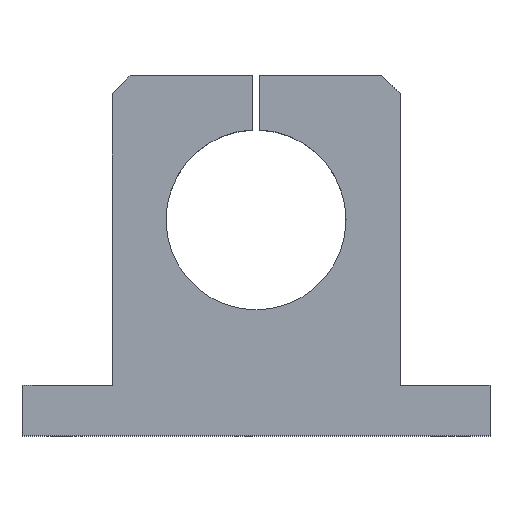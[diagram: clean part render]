
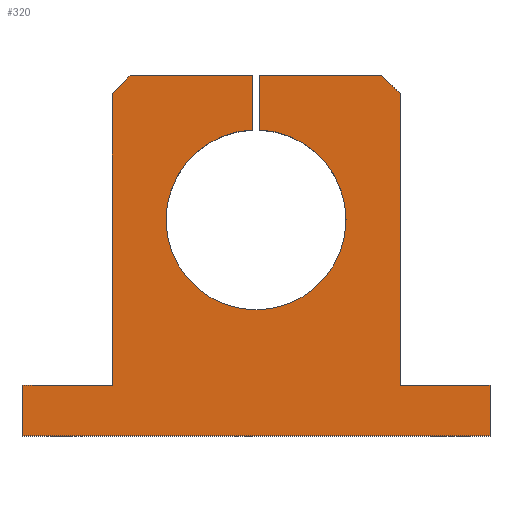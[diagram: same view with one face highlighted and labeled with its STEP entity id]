
A CAD part, top view. The second image highlights one B-rep face of the part: STEP entity #320.
In plain terms, the highlighted planar face has unit normal (0, 0, 1).
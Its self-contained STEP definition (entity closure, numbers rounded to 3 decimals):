
#2 = CARTESIAN_POINT ( 'NONE',  ( 42.5, 42.5, 20. ) ) ;
#19 = ORIENTED_EDGE ( 'NONE', *, *, #959, .T. ) ;
#24 = VECTOR ( 'NONE', #1009, 1000. ) ;
#29 = CARTESIAN_POINT ( 'NONE',  ( -25., 10., 20. ) ) ;
#31 = ORIENTED_EDGE ( 'NONE', *, *, #574, .F. ) ;
#39 = AXIS2_PLACEMENT_3D ( 'NONE', #120, #837, #135 ) ;
#43 = ORIENTED_EDGE ( 'NONE', *, *, #804, .F. ) ;
#50 = VERTEX_POINT ( 'NONE', #346 ) ;
#53 = EDGE_CURVE ( 'NONE', #50, #696, #806, .T. ) ;
#75 = LINE ( 'NONE', #245, #815 ) ;
#77 = AXIS2_PLACEMENT_3D ( 'NONE', #389, #768, #137 ) ;
#80 = VECTOR ( 'NONE', #508, 1000. ) ;
#86 = EDGE_CURVE ( 'NONE', #573, #377, #901, .T. ) ;
#104 = DIRECTION ( 'NONE',  ( 0., 1., 0. ) ) ;
#110 = CARTESIAN_POINT ( 'NONE',  ( 65., -50., 20. ) ) ;
#120 = CARTESIAN_POINT ( 'NONE',  ( 0., 10., 20. ) ) ;
#135 = DIRECTION ( 'NONE',  ( 1., 0., 0. ) ) ;
#137 = DIRECTION ( 'NONE',  ( 1., 0., 0. ) ) ;
#144 = EDGE_CURVE ( 'NONE', #297, #830, #793, .T. ) ;
#149 = CARTESIAN_POINT ( 'NONE',  ( 1.075, 34.977, 20. ) ) ;
#162 = CARTESIAN_POINT ( 'NONE',  ( -1.075, 34.977, 20. ) ) ;
#176 = VECTOR ( 'NONE', #104, 1000. ) ;
#181 = ORIENTED_EDGE ( 'NONE', *, *, #400, .F. ) ;
#189 = VECTOR ( 'NONE', #1022, 1000. ) ;
#192 = VECTOR ( 'NONE', #881, 1000. ) ;
#194 = CARTESIAN_POINT ( 'NONE',  ( -35., 50., 20. ) ) ;
#202 = CARTESIAN_POINT ( 'NONE',  ( -1.075, 1.52, 20. ) ) ;
#219 = VERTEX_POINT ( 'NONE', #29 ) ;
#238 = EDGE_LOOP ( 'NONE', ( #306, #43, #925, #544, #589, #394, #530, #31, #181, #757, #1000, #286, #866, #518, #899, #19 ) ) ;
#241 = DIRECTION ( 'NONE',  ( -1., 0., 0. ) ) ;
#245 = CARTESIAN_POINT ( 'NONE',  ( 1.075, 1.52, 20. ) ) ;
#258 = CARTESIAN_POINT ( 'NONE',  ( -42.5, 42.5, 20. ) ) ;
#286 = ORIENTED_EDGE ( 'NONE', *, *, #579, .T. ) ;
#287 = VERTEX_POINT ( 'NONE', #821 ) ;
#288 = VECTOR ( 'NONE', #948, 1000. ) ;
#294 = LINE ( 'NONE', #999, #189 ) ;
#297 = VERTEX_POINT ( 'NONE', #194 ) ;
#306 = ORIENTED_EDGE ( 'NONE', *, *, #737, .F. ) ;
#311 = CARTESIAN_POINT ( 'NONE',  ( -40., 45., 20. ) ) ;
#319 = CARTESIAN_POINT ( 'NONE',  ( -65., 50., 20. ) ) ;
#320 = ADVANCED_FACE ( 'NONE', ( #910 ), #674, .T. ) ;
#326 = AXIS2_PLACEMENT_3D ( 'NONE', #452, #547, #628 ) ;
#330 = EDGE_CURVE ( 'NONE', #979, #50, #807, .T. ) ;
#335 = DIRECTION ( 'NONE',  ( -0.707, 0.707, 0. ) ) ;
#346 = CARTESIAN_POINT ( 'NONE',  ( -65., -50., 20. ) ) ;
#347 = CARTESIAN_POINT ( 'NONE',  ( -40., 50., 20. ) ) ;
#352 = VECTOR ( 'NONE', #241, 1000. ) ;
#377 = VERTEX_POINT ( 'NONE', #162 ) ;
#389 = CARTESIAN_POINT ( 'NONE',  ( 0., 10., 20. ) ) ;
#394 = ORIENTED_EDGE ( 'NONE', *, *, #406, .T. ) ;
#400 = EDGE_CURVE ( 'NONE', #979, #287, #781, .T. ) ;
#406 = EDGE_CURVE ( 'NONE', #573, #297, #454, .T. ) ;
#408 = LINE ( 'NONE', #2, #425 ) ;
#411 = CIRCLE ( 'NONE', #326, 25. ) ;
#415 = AXIS2_PLACEMENT_3D ( 'NONE', #446, #763, #977 ) ;
#424 = CARTESIAN_POINT ( 'NONE',  ( -65., -50., 20. ) ) ;
#425 = VECTOR ( 'NONE', #335, 1000. ) ;
#446 = CARTESIAN_POINT ( 'NONE',  ( 0., 0., 20. ) ) ;
#452 = CARTESIAN_POINT ( 'NONE',  ( 0., 10., 20. ) ) ;
#454 = LINE ( 'NONE', #635, #352 ) ;
#456 = VERTEX_POINT ( 'NONE', #549 ) ;
#462 = VERTEX_POINT ( 'NONE', #149 ) ;
#463 = CARTESIAN_POINT ( 'NONE',  ( 40., 45., 20. ) ) ;
#499 = DIRECTION ( 'NONE',  ( 1., 0., 0. ) ) ;
#508 = DIRECTION ( 'NONE',  ( 0., -1., 0. ) ) ;
#518 = ORIENTED_EDGE ( 'NONE', *, *, #730, .F. ) ;
#530 = ORIENTED_EDGE ( 'NONE', *, *, #144, .T. ) ;
#544 = ORIENTED_EDGE ( 'NONE', *, *, #639, .F. ) ;
#547 = DIRECTION ( 'NONE',  ( 0., 0., 1. ) ) ;
#549 = CARTESIAN_POINT ( 'NONE',  ( 1.075, 50., 20. ) ) ;
#557 = CIRCLE ( 'NONE', #39, 25. ) ;
#561 = LINE ( 'NONE', #868, #1012 ) ;
#573 = VERTEX_POINT ( 'NONE', #740 ) ;
#574 = EDGE_CURVE ( 'NONE', #287, #830, #736, .T. ) ;
#579 = EDGE_CURVE ( 'NONE', #696, #700, #585, .T. ) ;
#585 = LINE ( 'NONE', #894, #176 ) ;
#589 = ORIENTED_EDGE ( 'NONE', *, *, #86, .F. ) ;
#603 = VERTEX_POINT ( 'NONE', #670 ) ;
#606 = EDGE_CURVE ( 'NONE', #985, #997, #408, .T. ) ;
#628 = DIRECTION ( 'NONE',  ( 1., 0., 0. ) ) ;
#633 = CARTESIAN_POINT ( 'NONE',  ( 35., 50., 20. ) ) ;
#635 = CARTESIAN_POINT ( 'NONE',  ( -65., 50., 20. ) ) ;
#639 = EDGE_CURVE ( 'NONE', #377, #219, #557, .T. ) ;
#657 = DIRECTION ( 'NONE',  ( 0., 1., 0. ) ) ;
#670 = CARTESIAN_POINT ( 'NONE',  ( 40., -36., 20. ) ) ;
#674 = PLANE ( 'NONE',  #415 ) ;
#696 = VERTEX_POINT ( 'NONE', #110 ) ;
#699 = CARTESIAN_POINT ( 'NONE',  ( 25., 10., 20. ) ) ;
#700 = VERTEX_POINT ( 'NONE', #760 ) ;
#710 = CARTESIAN_POINT ( 'NONE',  ( -65., -36., 20. ) ) ;
#720 = DIRECTION ( 'NONE',  ( 0., -1., 0. ) ) ;
#730 = EDGE_CURVE ( 'NONE', #985, #603, #561, .T. ) ;
#736 = LINE ( 'NONE', #347, #817 ) ;
#737 = EDGE_CURVE ( 'NONE', #462, #456, #75, .T. ) ;
#740 = CARTESIAN_POINT ( 'NONE',  ( -1.075, 50., 20. ) ) ;
#744 = VECTOR ( 'NONE', #499, 1000. ) ;
#757 = ORIENTED_EDGE ( 'NONE', *, *, #330, .T. ) ;
#760 = CARTESIAN_POINT ( 'NONE',  ( 65., -36., 20. ) ) ;
#763 = DIRECTION ( 'NONE',  ( 0., 0., 1. ) ) ;
#768 = DIRECTION ( 'NONE',  ( 0., 0., 1. ) ) ;
#781 = LINE ( 'NONE', #785, #24 ) ;
#785 = CARTESIAN_POINT ( 'NONE',  ( -65., -36., 20. ) ) ;
#793 = LINE ( 'NONE', #258, #192 ) ;
#804 = EDGE_CURVE ( 'NONE', #820, #462, #411, .T. ) ;
#806 = LINE ( 'NONE', #424, #744 ) ;
#807 = LINE ( 'NONE', #1023, #878 ) ;
#815 = VECTOR ( 'NONE', #865, 1000. ) ;
#817 = VECTOR ( 'NONE', #657, 1000. ) ;
#820 = VERTEX_POINT ( 'NONE', #699 ) ;
#821 = CARTESIAN_POINT ( 'NONE',  ( -40., -36., 20. ) ) ;
#830 = VERTEX_POINT ( 'NONE', #311 ) ;
#833 = EDGE_CURVE ( 'NONE', #219, #820, #888, .T. ) ;
#837 = DIRECTION ( 'NONE',  ( 0., 0., 1. ) ) ;
#865 = DIRECTION ( 'NONE',  ( 0., 1., 0. ) ) ;
#866 = ORIENTED_EDGE ( 'NONE', *, *, #893, .F. ) ;
#868 = CARTESIAN_POINT ( 'NONE',  ( 40., 50., 20. ) ) ;
#878 = VECTOR ( 'NONE', #1016, 1000. ) ;
#881 = DIRECTION ( 'NONE',  ( -0.707, -0.707, 0. ) ) ;
#888 = CIRCLE ( 'NONE', #77, 25. ) ;
#893 = EDGE_CURVE ( 'NONE', #603, #700, #294, .T. ) ;
#894 = CARTESIAN_POINT ( 'NONE',  ( 65., 50., 20. ) ) ;
#899 = ORIENTED_EDGE ( 'NONE', *, *, #606, .T. ) ;
#901 = LINE ( 'NONE', #202, #80 ) ;
#910 = FACE_OUTER_BOUND ( 'NONE', #238, .T. ) ;
#925 = ORIENTED_EDGE ( 'NONE', *, *, #833, .F. ) ;
#948 = DIRECTION ( 'NONE',  ( -1., 0., 0. ) ) ;
#959 = EDGE_CURVE ( 'NONE', #997, #456, #1025, .T. ) ;
#977 = DIRECTION ( 'NONE',  ( 1., 0., 0. ) ) ;
#979 = VERTEX_POINT ( 'NONE', #710 ) ;
#985 = VERTEX_POINT ( 'NONE', #463 ) ;
#997 = VERTEX_POINT ( 'NONE', #633 ) ;
#999 = CARTESIAN_POINT ( 'NONE',  ( 65., -36., 20. ) ) ;
#1000 = ORIENTED_EDGE ( 'NONE', *, *, #53, .T. ) ;
#1009 = DIRECTION ( 'NONE',  ( 1., 0., 0. ) ) ;
#1012 = VECTOR ( 'NONE', #720, 1000. ) ;
#1016 = DIRECTION ( 'NONE',  ( 0., -1., 0. ) ) ;
#1022 = DIRECTION ( 'NONE',  ( 1., 0., 0. ) ) ;
#1023 = CARTESIAN_POINT ( 'NONE',  ( -65., 50., 20. ) ) ;
#1025 = LINE ( 'NONE', #319, #288 ) ;
